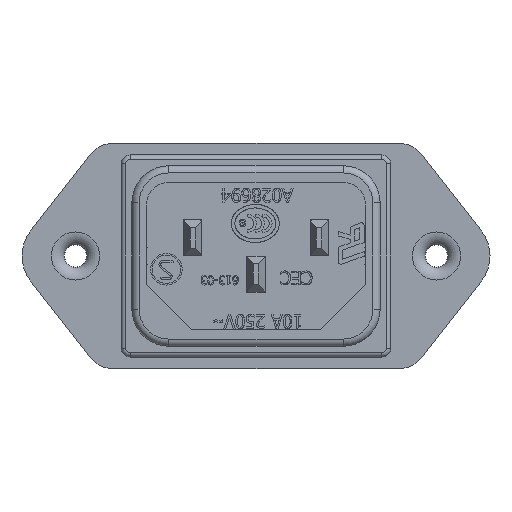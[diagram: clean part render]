
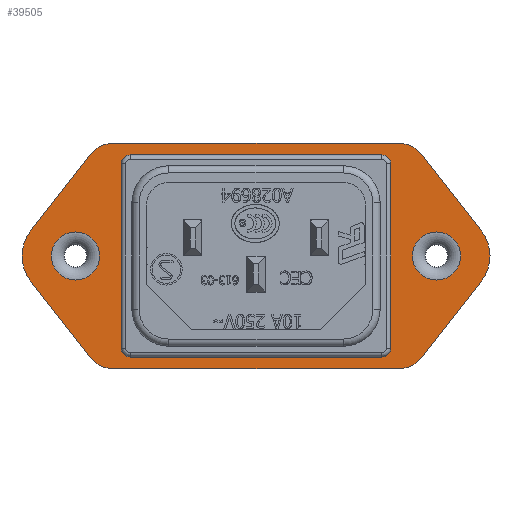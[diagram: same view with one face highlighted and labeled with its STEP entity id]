
A CAD part, front view. The second image highlights one B-rep face of the part: STEP entity #39505.
In plain terms, the highlighted planar face has unit normal (0, -1, 0).
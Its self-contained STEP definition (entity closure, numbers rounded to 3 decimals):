
#182=FACE_BOUND('',#5719,.T.);
#183=FACE_BOUND('',#5720,.T.);
#184=FACE_BOUND('',#5721,.T.);
#610=CIRCLE('',#40476,1.);
#611=CIRCLE('',#40479,1.);
#702=CIRCLE('',#41422,1.);
#703=CIRCLE('',#41425,1.);
#722=CIRCLE('',#41461,2.664);
#723=CIRCLE('',#41463,4.5);
#724=CIRCLE('',#41464,3.281);
#725=CIRCLE('',#41465,3.281);
#726=CIRCLE('',#41466,4.5);
#727=CIRCLE('',#41467,3.281);
#728=CIRCLE('',#41468,3.281);
#729=CIRCLE('',#41469,2.664);
#3658=FACE_OUTER_BOUND('',#5718,.T.);
#5718=EDGE_LOOP('',(#33943,#33944,#33945,#33946,#33947,#33948,#33949,#33950,
#33951,#33952,#33953,#33954));
#5719=EDGE_LOOP('',(#33955,#33956,#33957,#33958,#33959,#33960,#33961,#33962));
#5720=EDGE_LOOP('',(#33963));
#5721=EDGE_LOOP('',(#33964));
#7547=LINE('',#54677,#11878);
#7551=LINE('',#54686,#11882);
#10045=LINE('',#65590,#14376);
#10048=LINE('',#65597,#14379);
#10090=LINE('',#65728,#14421);
#10091=LINE('',#65732,#14422);
#10092=LINE('',#65736,#14423);
#10093=LINE('',#65740,#14424);
#10094=LINE('',#65744,#14425);
#10095=LINE('',#65747,#14426);
#11878=VECTOR('',#45106,10.);
#11882=VECTOR('',#45116,10.);
#14376=VECTOR('',#49502,10.);
#14379=VECTOR('',#49511,10.);
#14421=VECTOR('',#49627,10.);
#14422=VECTOR('',#49630,10.);
#14423=VECTOR('',#49633,10.);
#14424=VECTOR('',#49636,10.);
#14425=VECTOR('',#49639,10.);
#14426=VECTOR('',#49642,10.);
#15813=VERTEX_POINT('',#54674);
#15814=VERTEX_POINT('',#54676);
#15815=VERTEX_POINT('',#54680);
#15816=VERTEX_POINT('',#54684);
#15817=VERTEX_POINT('',#54688);
#17918=VERTEX_POINT('',#65585);
#17919=VERTEX_POINT('',#65589);
#17920=VERTEX_POINT('',#65593);
#17969=VERTEX_POINT('',#65721);
#17970=VERTEX_POINT('',#65724);
#17971=VERTEX_POINT('',#65725);
#17972=VERTEX_POINT('',#65727);
#17973=VERTEX_POINT('',#65729);
#17974=VERTEX_POINT('',#65731);
#17975=VERTEX_POINT('',#65733);
#17976=VERTEX_POINT('',#65735);
#17977=VERTEX_POINT('',#65737);
#17978=VERTEX_POINT('',#65739);
#17979=VERTEX_POINT('',#65741);
#17980=VERTEX_POINT('',#65743);
#17981=VERTEX_POINT('',#65745);
#17982=VERTEX_POINT('',#65748);
#20072=EDGE_CURVE('',#15814,#15813,#7547,.T.);
#20075=EDGE_CURVE('',#15813,#15815,#610,.T.);
#20077=EDGE_CURVE('',#15815,#15816,#7551,.T.);
#20079=EDGE_CURVE('',#15816,#15817,#611,.T.);
#23261=EDGE_CURVE('',#17918,#15814,#702,.T.);
#23263=EDGE_CURVE('',#17919,#17918,#10045,.T.);
#23265=EDGE_CURVE('',#17920,#17919,#703,.T.);
#23267=EDGE_CURVE('',#15817,#17920,#10048,.T.);
#23327=EDGE_CURVE('',#17969,#17969,#722,.T.);
#23328=EDGE_CURVE('',#17970,#17971,#723,.T.);
#23329=EDGE_CURVE('',#17972,#17971,#10090,.T.);
#23330=EDGE_CURVE('',#17973,#17972,#724,.T.);
#23331=EDGE_CURVE('',#17974,#17973,#10091,.T.);
#23332=EDGE_CURVE('',#17974,#17975,#725,.T.);
#23333=EDGE_CURVE('',#17975,#17976,#10092,.T.);
#23334=EDGE_CURVE('',#17976,#17977,#726,.T.);
#23335=EDGE_CURVE('',#17978,#17977,#10093,.T.);
#23336=EDGE_CURVE('',#17979,#17978,#727,.T.);
#23337=EDGE_CURVE('',#17980,#17979,#10094,.T.);
#23338=EDGE_CURVE('',#17980,#17981,#728,.T.);
#23339=EDGE_CURVE('',#17981,#17970,#10095,.T.);
#23340=EDGE_CURVE('',#17982,#17982,#729,.T.);
#33943=ORIENTED_EDGE('',*,*,#23328,.T.);
#33944=ORIENTED_EDGE('',*,*,#23329,.F.);
#33945=ORIENTED_EDGE('',*,*,#23330,.F.);
#33946=ORIENTED_EDGE('',*,*,#23331,.F.);
#33947=ORIENTED_EDGE('',*,*,#23332,.T.);
#33948=ORIENTED_EDGE('',*,*,#23333,.T.);
#33949=ORIENTED_EDGE('',*,*,#23334,.T.);
#33950=ORIENTED_EDGE('',*,*,#23335,.F.);
#33951=ORIENTED_EDGE('',*,*,#23336,.F.);
#33952=ORIENTED_EDGE('',*,*,#23337,.F.);
#33953=ORIENTED_EDGE('',*,*,#23338,.T.);
#33954=ORIENTED_EDGE('',*,*,#23339,.T.);
#33955=ORIENTED_EDGE('',*,*,#20072,.T.);
#33956=ORIENTED_EDGE('',*,*,#20075,.T.);
#33957=ORIENTED_EDGE('',*,*,#20077,.T.);
#33958=ORIENTED_EDGE('',*,*,#20079,.T.);
#33959=ORIENTED_EDGE('',*,*,#23267,.T.);
#33960=ORIENTED_EDGE('',*,*,#23265,.T.);
#33961=ORIENTED_EDGE('',*,*,#23263,.T.);
#33962=ORIENTED_EDGE('',*,*,#23261,.T.);
#33963=ORIENTED_EDGE('',*,*,#23340,.F.);
#33964=ORIENTED_EDGE('',*,*,#23327,.F.);
#35682=PLANE('',#41462);
#39505=ADVANCED_FACE('',(#3658,#182,#183,#184),#35682,.T.);
#40476=AXIS2_PLACEMENT_3D('',#54682,#45111,#45112);
#40479=AXIS2_PLACEMENT_3D('',#54690,#45120,#45121);
#41422=AXIS2_PLACEMENT_3D('',#65586,#49497,#49498);
#41425=AXIS2_PLACEMENT_3D('',#65594,#49506,#49507);
#41461=AXIS2_PLACEMENT_3D('',#65722,#49621,#49622);
#41462=AXIS2_PLACEMENT_3D('',#65723,#49623,#49624);
#41463=AXIS2_PLACEMENT_3D('',#65726,#49625,#49626);
#41464=AXIS2_PLACEMENT_3D('',#65730,#49628,#49629);
#41465=AXIS2_PLACEMENT_3D('',#65734,#49631,#49632);
#41466=AXIS2_PLACEMENT_3D('',#65738,#49634,#49635);
#41467=AXIS2_PLACEMENT_3D('',#65742,#49637,#49638);
#41468=AXIS2_PLACEMENT_3D('',#65746,#49640,#49641);
#41469=AXIS2_PLACEMENT_3D('',#65749,#49643,#49644);
#45106=DIRECTION('',(1.,0.,0.));
#45111=DIRECTION('center_axis',(0.,1.,0.));
#45112=DIRECTION('ref_axis',(-1.,0.,0.));
#45116=DIRECTION('',(0.,0.,-1.));
#45120=DIRECTION('center_axis',(0.,1.,0.));
#45121=DIRECTION('ref_axis',(0.,0.,
1.));
#49497=DIRECTION('center_axis',(0.,1.,0.));
#49498=DIRECTION('ref_axis',(0.,0.,
-1.));
#49502=DIRECTION('',(0.,0.,1.));
#49506=DIRECTION('center_axis',(0.,1.,0.));
#49507=DIRECTION('ref_axis',(1.,0.,0.));
#49511=DIRECTION('',(-1.,0.,0.));
#49621=DIRECTION('center_axis',(0.,-1.,0.));
#49622=DIRECTION('ref_axis',(-1.,0.,0.));
#49623=DIRECTION('center_axis',(0.,-1.,0.));
#49624=DIRECTION('ref_axis',(1.,0.,0.));
#49625=DIRECTION('center_axis',(0.,-1.,0.));
#49626=DIRECTION('ref_axis',(0.788,0.,-0.616));
#49627=DIRECTION('',(0.616,0.,-0.788));
#49628=DIRECTION('center_axis',(0.,1.,0.));
#49629=DIRECTION('ref_axis',(0.,0.,
1.));
#49630=DIRECTION('',(1.,0.,0.));
#49631=DIRECTION('center_axis',(0.,-1.,0.));
#49632=DIRECTION('ref_axis',(0.,0.,
1.));
#49633=DIRECTION('',(-0.616,0.,-0.788));
#49634=DIRECTION('center_axis',(0.,-1.,0.));
#49635=DIRECTION('ref_axis',(-0.788,0.,0.616));
#49636=DIRECTION('',(-0.616,0.,0.788));
#49637=DIRECTION('center_axis',(0.,1.,0.));
#49638=DIRECTION('ref_axis',(0.,0.,
-1.));
#49639=DIRECTION('',(-1.,0.,0.));
#49640=DIRECTION('center_axis',(0.,-1.,0.));
#49641=DIRECTION('ref_axis',(0.,0.,-1.));
#49642=DIRECTION('',(0.616,0.,0.788));
#49643=DIRECTION('center_axis',(0.,-1.,0.));
#49644=DIRECTION('ref_axis',(1.,0.,0.));
#54674=CARTESIAN_POINT('',(3.847,-16.468,11.368));
#54676=CARTESIAN_POINT('',(-24.053,-16.468,11.368));
#54677=CARTESIAN_POINT('',(-23.716,-16.468,11.368));
#54680=CARTESIAN_POINT('',(4.847,-16.468,10.368));
#54682=CARTESIAN_POINT('Origin',(3.847,-16.468,10.368));
#54684=CARTESIAN_POINT('',(4.847,-16.468,-10.032));
#54686=CARTESIAN_POINT('',(4.847,-16.468,8.919));
#54688=CARTESIAN_POINT('',(3.847,-16.468,-11.032));
#54690=CARTESIAN_POINT('Origin',(3.847,-16.468,-10.032));
#65585=CARTESIAN_POINT('',(-25.053,-16.468,10.368));
#65586=CARTESIAN_POINT('Origin',(-24.053,-16.468,10.368));
#65589=CARTESIAN_POINT('',(-25.053,-16.468,-10.032));
#65590=CARTESIAN_POINT('',(-25.053,-16.468,-1.281));
#65593=CARTESIAN_POINT('',(-24.053,-16.468,-11.032));
#65594=CARTESIAN_POINT('Origin',(-24.053,-16.468,-10.032));
#65597=CARTESIAN_POINT('',(-9.766,-16.468,-11.032));
#65721=CARTESIAN_POINT('',(-27.439,-16.468,0.168));
#65722=CARTESIAN_POINT('Origin',(-30.103,-16.468,0.168));
#65723=CARTESIAN_POINT('Origin',(-23.378,-16.468,7.47));
#65724=CARTESIAN_POINT('',(14.868,-16.468,-2.602));
#65725=CARTESIAN_POINT('',(14.868,-16.468,2.939));
#65726=CARTESIAN_POINT('Origin',(11.322,-16.468,0.168));
#65727=CARTESIAN_POINT('',(8.251,-16.468,11.407));
#65728=CARTESIAN_POINT('',(8.251,-16.468,11.407));
#65729=CARTESIAN_POINT('',(5.666,-16.468,12.668));
#65730=CARTESIAN_POINT('Origin',(5.666,-16.468,9.387));
#65731=CARTESIAN_POINT('',(-25.872,-16.468,12.668));
#65732=CARTESIAN_POINT('',(-10.103,-16.468,12.668));
#65733=CARTESIAN_POINT('',(-28.458,-16.468,11.407));
#65734=CARTESIAN_POINT('Origin',(-25.872,-16.468,9.387));
#65735=CARTESIAN_POINT('',(-35.074,-16.468,2.939));
#65736=CARTESIAN_POINT('',(-28.458,-16.468,11.407));
#65737=CARTESIAN_POINT('',(-35.074,-16.468,-2.602));
#65738=CARTESIAN_POINT('Origin',(-31.528,-16.468,0.168));
#65739=CARTESIAN_POINT('',(-28.458,-16.468,-11.071));
#65740=CARTESIAN_POINT('',(-28.458,-16.468,-11.071));
#65741=CARTESIAN_POINT('',(-25.872,-16.468,-12.332));
#65742=CARTESIAN_POINT('Origin',(-25.872,-16.468,-9.051));
#65743=CARTESIAN_POINT('',(5.666,-16.468,-12.332));
#65744=CARTESIAN_POINT('',(-10.103,-16.468,-12.332));
#65745=CARTESIAN_POINT('',(8.251,-16.468,-11.071));
#65746=CARTESIAN_POINT('Origin',(5.666,-16.468,-9.051));
#65747=CARTESIAN_POINT('',(8.251,-16.468,-11.071));
#65748=CARTESIAN_POINT('',(7.232,-16.468,0.168));
#65749=CARTESIAN_POINT('Origin',(9.897,-16.468,0.168));
